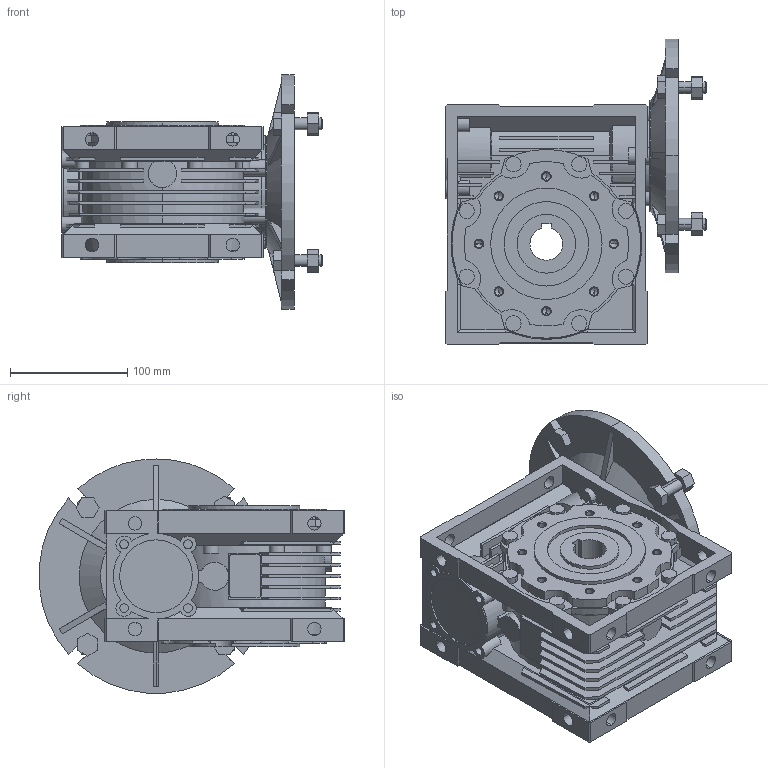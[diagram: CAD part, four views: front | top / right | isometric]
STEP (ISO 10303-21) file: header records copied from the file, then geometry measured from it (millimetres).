
FILE_DESCRIPTION (( 'STEP AP214' ), '1' );
FILE_NAME ('PMRV075_80_B5.STEP', '2018-05-29T11:27:24', ( 'admin' ), ( '' ), 'SwSTEP 2.0', 'SolidWorks 2018', '' );
FILE_SCHEMA (( 'AUTOMOTIVE_DESIGN' ));
Length unit declared in the file: millimetre
Products named in the file (1): PMRV075_80_B5
Bounding box: 222.5 x 260.67 x 199.67 mm (x, y, z)
Volume: 3047324.6 mm3; surface area: 526586.4 mm2
Topology: 4 solids, 4 shells, 1272 faces, 3498 edges, 2272 vertices
Faces by surface type: plane 760, cylinder 389, cone 119, torus 4
Entity records: 41451 total; most frequent: CARTESIAN_POINT 8678, ORIENTED_EDGE 6932, DIRECTION 6780, EDGE_CURVE 3466, VERTEX_POINT 2272, AXIS2_PLACEMENT_3D 2262, LINE 2256, VECTOR 2256
